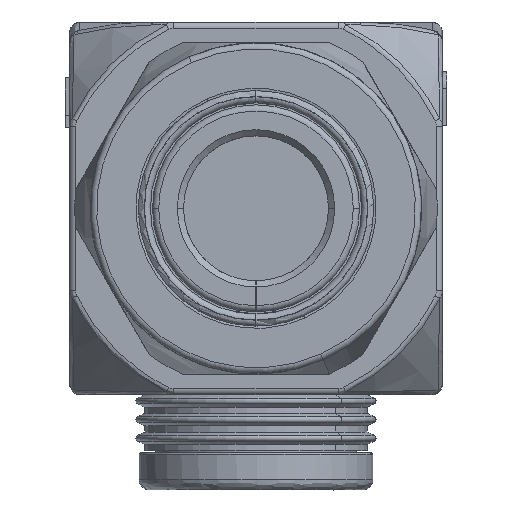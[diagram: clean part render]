
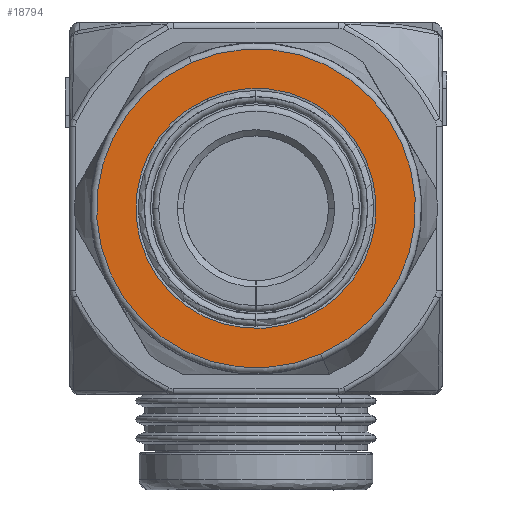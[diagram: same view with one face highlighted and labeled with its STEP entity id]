
A CAD part, front view. The second image highlights one B-rep face of the part: STEP entity #18794.
In plain terms, the highlighted planar face has unit normal (0, -1, 0).
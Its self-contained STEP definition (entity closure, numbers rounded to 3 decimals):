
#891 = CARTESIAN_POINT ( 'NONE',  ( -5.229, -33.03, 51.1 ) ) ;
#2582 = AXIS2_PLACEMENT_3D ( 'NONE', #75863, #21904, #45901 ) ;
#9624 = CIRCLE ( 'NONE', #53587, 7.7 ) ;
#9989 = FACE_BOUND ( 'NONE', #65976, .T. ) ;
#11085 = DIRECTION ( 'NONE',  ( -0.405, 0., 0.914 ) ) ;
#13298 = EDGE_CURVE ( 'NONE', #39135, #39985, #9624, .T. ) ;
#14662 = CIRCLE ( 'NONE', #58621, 5.8 ) ;
#14807 = ORIENTED_EDGE ( 'NONE', *, *, #37870, .T. ) ;
#14849 = ORIENTED_EDGE ( 'NONE', *, *, #51501, .T. ) ;
#17297 = CARTESIAN_POINT ( 'NONE',  ( -5.229, -33.03, 51.1 ) ) ;
#17594 = CIRCLE ( 'NONE', #61573, 5.8 ) ;
#18794 = ADVANCED_FACE ( 'NONE', ( #63895, #9989 ), #33968, .T. ) ;
#21904 = DIRECTION ( 'NONE',  ( 0., -1., 0. ) ) ;
#22540 = CARTESIAN_POINT ( 'NONE',  ( -8.469, -33.03, 58.415 ) ) ;
#24852 = DIRECTION ( 'NONE',  ( 0., 1., 0. ) ) ;
#27239 = CARTESIAN_POINT ( 'NONE',  ( -2.11, -33.03, 44.06 ) ) ;
#28531 = EDGE_CURVE ( 'NONE', #39985, #39135, #36472, .T. ) ;
#32968 = ORIENTED_EDGE ( 'NONE', *, *, #28531, .T. ) ;
#33968 = PLANE ( 'NONE',  #73252 ) ;
#34163 = VERTEX_POINT ( 'NONE', #35790 ) ;
#35790 = CARTESIAN_POINT ( 'NONE',  ( -2.879, -33.03, 45.798 ) ) ;
#36472 = CIRCLE ( 'NONE', #2582, 7.7 ) ;
#37870 = EDGE_CURVE ( 'NONE', #34163, #42226, #17594, .T. ) ;
#39135 = VERTEX_POINT ( 'NONE', #76624 ) ;
#39985 = VERTEX_POINT ( 'NONE', #27239 ) ;
#40961 = CARTESIAN_POINT ( 'NONE',  ( -5.229, -33.03, 51.1 ) ) ;
#41286 = DIRECTION ( 'NONE',  ( 0., -1., 0. ) ) ;
#42226 = VERTEX_POINT ( 'NONE', #47101 ) ;
#45901 = DIRECTION ( 'NONE',  ( -0.405, 0., 0.914 ) ) ;
#46529 = DIRECTION ( 'NONE',  ( 0., -1., 0. ) ) ;
#47101 = CARTESIAN_POINT ( 'NONE',  ( -7.578, -33.03, 56.403 ) ) ;
#48856 = DIRECTION ( 'NONE',  ( -0.405, 0., 0.914 ) ) ;
#51501 = EDGE_CURVE ( 'NONE', #42226, #34163, #14662, .T. ) ;
#53587 = AXIS2_PLACEMENT_3D ( 'NONE', #17297, #41286, #65319 ) ;
#58621 = AXIS2_PLACEMENT_3D ( 'NONE', #40961, #65004, #11085 ) ;
#61573 = AXIS2_PLACEMENT_3D ( 'NONE', #891, #24852, #48856 ) ;
#63895 = FACE_OUTER_BOUND ( 'NONE', #66703, .T. ) ;
#65004 = DIRECTION ( 'NONE',  ( 0., 1., 0. ) ) ;
#65319 = DIRECTION ( 'NONE',  ( -0.405, 0., 0.914 ) ) ;
#65678 = ORIENTED_EDGE ( 'NONE', *, *, #13298, .T. ) ;
#65976 = EDGE_LOOP ( 'NONE', ( #14849, #14807 ) ) ;
#66703 = EDGE_LOOP ( 'NONE', ( #65678, #32968 ) ) ;
#70589 = DIRECTION ( 'NONE',  ( -0.405, 0., 0.914 ) ) ;
#73252 = AXIS2_PLACEMENT_3D ( 'NONE', #22540, #46529, #70589 ) ;
#75863 = CARTESIAN_POINT ( 'NONE',  ( -5.229, -33.03, 51.1 ) ) ;
#76624 = CARTESIAN_POINT ( 'NONE',  ( -8.348, -33.03, 58.14 ) ) ;
